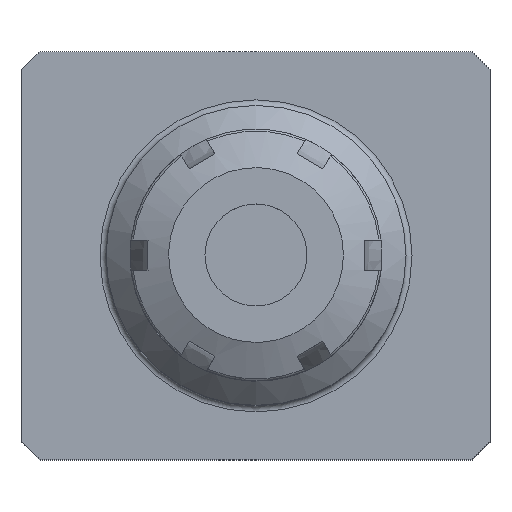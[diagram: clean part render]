
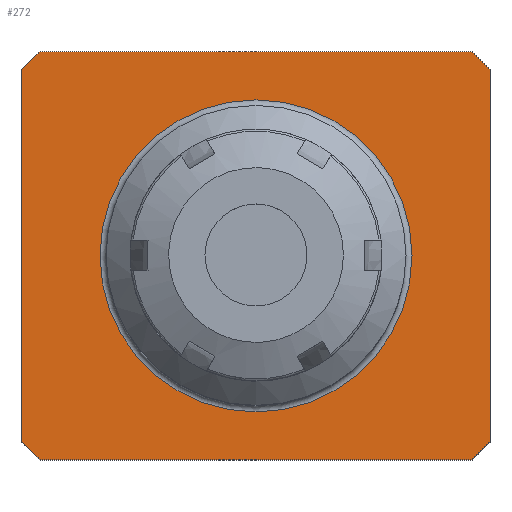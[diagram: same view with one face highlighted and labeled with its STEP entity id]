
A CAD part, top view. The second image highlights one B-rep face of the part: STEP entity #272.
In plain terms, the highlighted planar face has unit normal (0, 0, 1).
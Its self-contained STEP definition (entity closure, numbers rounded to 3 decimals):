
#218=CIRCLE('',#2415,26.);
#272=ADVANCED_FACE('',(#485,#486),#399,.T.);
#399=PLANE('',#2416);
#485=FACE_BOUND('',#538,.T.);
#486=FACE_BOUND('',#539,.T.);
#538=EDGE_LOOP('',(#793));
#539=EDGE_LOOP('',(#794,#795,#796,#797,#798,#799,#800,#801));
#793=ORIENTED_EDGE('',*,*,#1662,.T.);
#794=ORIENTED_EDGE('',*,*,#1663,.T.);
#795=ORIENTED_EDGE('',*,*,#1664,.T.);
#796=ORIENTED_EDGE('',*,*,#1665,.T.);
#797=ORIENTED_EDGE('',*,*,#1666,.T.);
#798=ORIENTED_EDGE('',*,*,#1667,.T.);
#799=ORIENTED_EDGE('',*,*,#1668,.T.);
#800=ORIENTED_EDGE('',*,*,#1580,.T.);
#801=ORIENTED_EDGE('',*,*,#1669,.T.);
#1351=VERTEX_POINT('',#3158);
#1352=VERTEX_POINT('',#3160);
#1417=VERTEX_POINT('',#3322);
#1418=VERTEX_POINT('',#3324);
#1419=VERTEX_POINT('',#3325);
#1420=VERTEX_POINT('',#3327);
#1421=VERTEX_POINT('',#3329);
#1422=VERTEX_POINT('',#3331);
#1423=VERTEX_POINT('',#3333);
#1580=EDGE_CURVE('',#1352,#1351,#1915,.T.);
#1662=EDGE_CURVE('',#1417,#1417,#218,.T.);
#1663=EDGE_CURVE('',#1418,#1419,#1996,.T.);
#1664=EDGE_CURVE('',#1419,#1420,#1997,.T.);
#1665=EDGE_CURVE('',#1420,#1421,#1998,.T.);
#1666=EDGE_CURVE('',#1421,#1422,#1999,.T.);
#1667=EDGE_CURVE('',#1422,#1423,#2000,.T.);
#1668=EDGE_CURVE('',#1423,#1352,#2001,.T.);
#1669=EDGE_CURVE('',#1351,#1418,#2002,.T.);
#1915=LINE('',#3159,#2163);
#1996=LINE('',#3323,#2244);
#1997=LINE('',#3326,#2245);
#1998=LINE('',#3328,#2246);
#1999=LINE('',#3330,#2247);
#2000=LINE('',#3332,#2248);
#2001=LINE('',#3334,#2249);
#2002=LINE('',#3335,#2250);
#2163=VECTOR('',#2576,1.);
#2244=VECTOR('',#2691,1.);
#2245=VECTOR('',#2692,1.);
#2246=VECTOR('',#2693,1.);
#2247=VECTOR('',#2694,1.);
#2248=VECTOR('',#2695,1.);
#2249=VECTOR('',#2696,1.);
#2250=VECTOR('',#2697,1.);
#2415=AXIS2_PLACEMENT_3D('',#3321,#2689,#2690);
#2416=AXIS2_PLACEMENT_3D('',#3336,#2698,#2699);
#2576=DIRECTION('',(0.,1.,0.));
#2689=DIRECTION('',(0.,0.,-1.));
#2690=DIRECTION('',(0.,-1.,0.));
#2691=DIRECTION('',(-1.,0.,0.));
#2692=DIRECTION('',(-0.707,-0.707,0.));
#2693=DIRECTION('',(0.,-1.,0.));
#2694=DIRECTION('',(0.707,-0.707,0.));
#2695=DIRECTION('',(1.,0.,0.));
#2696=DIRECTION('',(0.707,0.707,0.));
#2697=DIRECTION('',(-0.707,0.707,0.));
#2698=DIRECTION('',(0.,0.,1.));
#2699=DIRECTION('',(0.,-1.,0.));
#3158=CARTESIAN_POINT('',(39.,31.,20.));
#3159=CARTESIAN_POINT('',(39.,25.,20.));
#3160=CARTESIAN_POINT('',(39.,-31.,20.));
#3321=CARTESIAN_POINT('',(0.,0.,20.));
#3322=CARTESIAN_POINT('',(0.,-26.,20.));
#3323=CARTESIAN_POINT('',(0.,34.,20.));
#3324=CARTESIAN_POINT('',(36.,34.,20.));
#3325=CARTESIAN_POINT('',(-36.,34.,20.));
#3326=CARTESIAN_POINT('',(-22.5,47.5,20.));
#3327=CARTESIAN_POINT('',(-39.,31.,20.));
#3328=CARTESIAN_POINT('',(-39.,25.,20.));
#3329=CARTESIAN_POINT('',(-39.,-31.,20.));
#3330=CARTESIAN_POINT('',(-47.5,-22.5,20.));
#3331=CARTESIAN_POINT('',(-36.,-34.,20.));
#3332=CARTESIAN_POINT('',(0.,-34.,20.));
#3333=CARTESIAN_POINT('',(36.,-34.,20.));
#3334=CARTESIAN_POINT('',(47.5,-22.5,20.));
#3335=CARTESIAN_POINT('',(22.5,47.5,20.));
#3336=CARTESIAN_POINT('',(0.,25.,20.));
